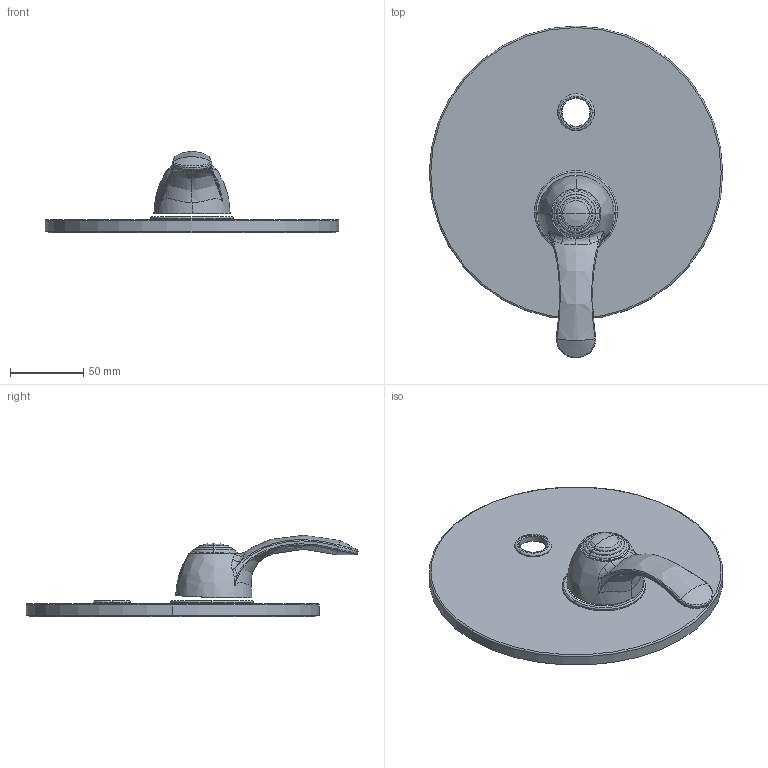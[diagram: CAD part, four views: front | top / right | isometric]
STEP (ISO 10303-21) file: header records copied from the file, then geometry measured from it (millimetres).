
FILE_DESCRIPTION((''),'2;1');
FILE_NAME('FA015CREST','2021-11-09T16:01:16',('ut3'),('PAFFONI SpA'),'CREO PARAMETRIC BY PTC INC, 2020044','CREO PARAMETRIC BY PTC INC, 2020044','');
FILE_SCHEMA(('CONFIG_CONTROL_DESIGN','SHAPE_APPEARANCE_LAYERS_GROUPS'));
Length unit declared in the file: millimetre
Products named in the file (1): FA015CREST
Bounding box: 200 x 226.27 x 55.51 mm (x, y, z)
Volume: 178709.2 mm3; surface area: 98779.5 mm2
Topology: 2 solids, 2 shells, 259 faces, 645 edges, 409 vertices
Faces by surface type: plane 138, cylinder 44, bspline 31, torus 28, cone 14, sphere 4
Entity records: 12344 total; most frequent: CARTESIAN_POINT 4295, DIRECTION 1326, ORIENTED_EDGE 1282, EDGE_CURVE 641, AXIS2_PLACEMENT_3D 524, VERTEX_POINT 409, CIRCLE 296, EDGE_LOOP 286
